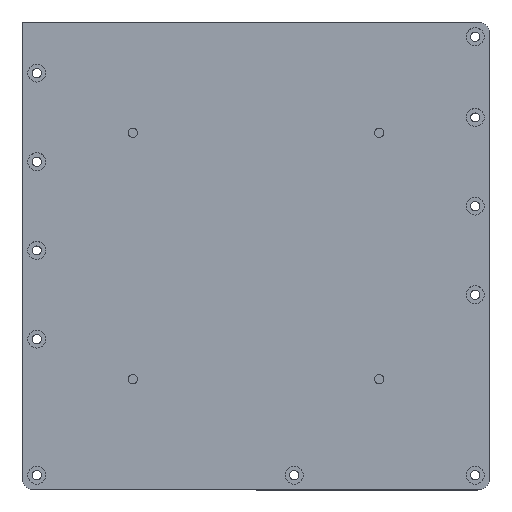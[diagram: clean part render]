
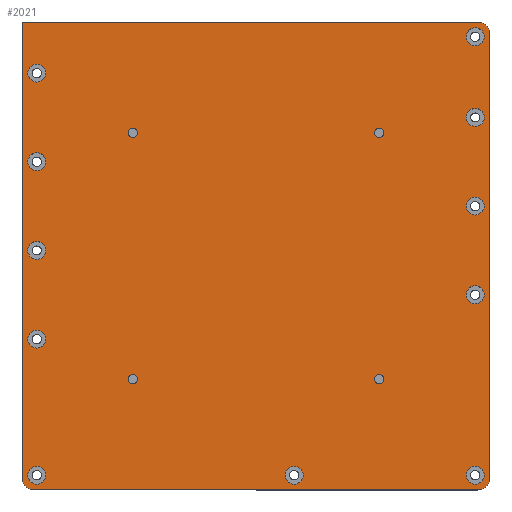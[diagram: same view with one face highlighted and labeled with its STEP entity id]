
A CAD part, top view. The second image highlights one B-rep face of the part: STEP entity #2021.
In plain terms, the highlighted planar face has unit normal (0, 0, 1).
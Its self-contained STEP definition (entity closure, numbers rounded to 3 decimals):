
#52=FACE_BOUND('',#512,.T.);
#53=FACE_BOUND('',#513,.T.);
#54=FACE_BOUND('',#514,.T.);
#55=FACE_BOUND('',#515,.T.);
#56=FACE_BOUND('',#516,.T.);
#57=FACE_BOUND('',#517,.T.);
#58=FACE_BOUND('',#518,.T.);
#59=FACE_BOUND('',#519,.T.);
#60=FACE_BOUND('',#520,.T.);
#61=FACE_BOUND('',#521,.T.);
#62=FACE_BOUND('',#522,.T.);
#63=FACE_BOUND('',#523,.T.);
#64=FACE_BOUND('',#524,.T.);
#65=FACE_BOUND('',#525,.T.);
#66=FACE_BOUND('',#526,.T.);
#141=CIRCLE('',#2170,3.65);
#144=CIRCLE('',#2176,3.65);
#147=CIRCLE('',#2182,3.65);
#150=CIRCLE('',#2188,3.65);
#153=CIRCLE('',#2194,3.65);
#156=CIRCLE('',#2200,3.65);
#159=CIRCLE('',#2206,3.65);
#162=CIRCLE('',#2212,3.65);
#165=CIRCLE('',#2218,3.65);
#168=CIRCLE('',#2224,3.65);
#171=CIRCLE('',#2230,3.65);
#172=CIRCLE('',#2233,1.925);
#174=CIRCLE('',#2237,1.925);
#176=CIRCLE('',#2241,1.925);
#178=CIRCLE('',#2245,1.925);
#180=CIRCLE('',#2249,5.);
#181=CIRCLE('',#2252,5.);
#182=CIRCLE('',#2255,5.);
#359=FACE_OUTER_BOUND('',#511,.T.);
#511=EDGE_LOOP('',(#1820,#1821,#1822,#1823,#1824,#1825,#1826));
#512=EDGE_LOOP('',(#1827));
#513=EDGE_LOOP('',(#1828));
#514=EDGE_LOOP('',(#1829));
#515=EDGE_LOOP('',(#1830));
#516=EDGE_LOOP('',(#1831));
#517=EDGE_LOOP('',(#1832));
#518=EDGE_LOOP('',(#1833));
#519=EDGE_LOOP('',(#1834));
#520=EDGE_LOOP('',(#1835));
#521=EDGE_LOOP('',(#1836));
#522=EDGE_LOOP('',(#1837));
#523=EDGE_LOOP('',(#1838));
#524=EDGE_LOOP('',(#1839));
#525=EDGE_LOOP('',(#1840));
#526=EDGE_LOOP('',(#1841));
#676=LINE('',#3449,#833);
#679=LINE('',#3457,#836);
#682=LINE('',#3465,#839);
#683=LINE('',#3467,#840);
#833=VECTOR('',#2866,10.);
#836=VECTOR('',#2875,10.);
#839=VECTOR('',#2884,10.);
#840=VECTOR('',#2887,10.);
#977=VERTEX_POINT('',#3297);
#980=VERTEX_POINT('',#3308);
#983=VERTEX_POINT('',#3319);
#986=VERTEX_POINT('',#3330);
#989=VERTEX_POINT('',#3341);
#992=VERTEX_POINT('',#3352);
#995=VERTEX_POINT('',#3363);
#998=VERTEX_POINT('',#3374);
#1001=VERTEX_POINT('',#3385);
#1004=VERTEX_POINT('',#3396);
#1007=VERTEX_POINT('',#3407);
#1008=VERTEX_POINT('',#3413);
#1010=VERTEX_POINT('',#3420);
#1012=VERTEX_POINT('',#3427);
#1014=VERTEX_POINT('',#3434);
#1016=VERTEX_POINT('',#3441);
#1017=VERTEX_POINT('',#3443);
#1018=VERTEX_POINT('',#3447);
#1019=VERTEX_POINT('',#3451);
#1020=VERTEX_POINT('',#3455);
#1021=VERTEX_POINT('',#3459);
#1022=VERTEX_POINT('',#3463);
#1217=EDGE_CURVE('',#977,#977,#141,.T.);
#1222=EDGE_CURVE('',#980,#980,#144,.T.);
#1227=EDGE_CURVE('',#983,#983,#147,.T.);
#1232=EDGE_CURVE('',#986,#986,#150,.T.);
#1237=EDGE_CURVE('',#989,#989,#153,.T.);
#1242=EDGE_CURVE('',#992,#992,#156,.T.);
#1247=EDGE_CURVE('',#995,#995,#159,.T.);
#1252=EDGE_CURVE('',#998,#998,#162,.T.);
#1257=EDGE_CURVE('',#1001,#1001,#165,.T.);
#1262=EDGE_CURVE('',#1004,#1004,#168,.T.);
#1267=EDGE_CURVE('',#1007,#1007,#171,.T.);
#1270=EDGE_CURVE('',#1008,#1008,#172,.T.);
#1273=EDGE_CURVE('',#1010,#1010,#174,.T.);
#1276=EDGE_CURVE('',#1012,#1012,#176,.T.);
#1279=EDGE_CURVE('',#1014,#1014,#178,.T.);
#1283=EDGE_CURVE('',#1016,#1017,#180,.T.);
#1286=EDGE_CURVE('',#1018,#1016,#676,.T.);
#1288=EDGE_CURVE('',#1019,#1018,#181,.T.);
#1290=EDGE_CURVE('',#1020,#1019,#679,.T.);
#1292=EDGE_CURVE('',#1021,#1020,#182,.T.);
#1294=EDGE_CURVE('',#1022,#1021,#682,.T.);
#1295=EDGE_CURVE('',#1017,#1022,#683,.T.);
#1820=ORIENTED_EDGE('',*,*,#1295,.F.);
#1821=ORIENTED_EDGE('',*,*,#1283,.F.);
#1822=ORIENTED_EDGE('',*,*,#1286,.F.);
#1823=ORIENTED_EDGE('',*,*,#1288,.F.);
#1824=ORIENTED_EDGE('',*,*,#1290,.F.);
#1825=ORIENTED_EDGE('',*,*,#1292,.F.);
#1826=ORIENTED_EDGE('',*,*,#1294,.F.);
#1827=ORIENTED_EDGE('',*,*,#1217,.T.);
#1828=ORIENTED_EDGE('',*,*,#1222,.T.);
#1829=ORIENTED_EDGE('',*,*,#1227,.T.);
#1830=ORIENTED_EDGE('',*,*,#1232,.T.);
#1831=ORIENTED_EDGE('',*,*,#1237,.T.);
#1832=ORIENTED_EDGE('',*,*,#1242,.T.);
#1833=ORIENTED_EDGE('',*,*,#1247,.T.);
#1834=ORIENTED_EDGE('',*,*,#1252,.T.);
#1835=ORIENTED_EDGE('',*,*,#1257,.T.);
#1836=ORIENTED_EDGE('',*,*,#1262,.T.);
#1837=ORIENTED_EDGE('',*,*,#1267,.T.);
#1838=ORIENTED_EDGE('',*,*,#1270,.F.);
#1839=ORIENTED_EDGE('',*,*,#1273,.F.);
#1840=ORIENTED_EDGE('',*,*,#1276,.F.);
#1841=ORIENTED_EDGE('',*,*,#1279,.F.);
#1902=PLANE('',#2259);
#2021=ADVANCED_FACE('',(#359,#52,#53,#54,#55,#56,#57,#58,#59,#60,#61,#62,
#63,#64,#65,#66),#1902,.T.);
#2170=AXIS2_PLACEMENT_3D('',#3298,#2675,#2676);
#2176=AXIS2_PLACEMENT_3D('',#3309,#2689,#2690);
#2182=AXIS2_PLACEMENT_3D('',#3320,#2703,#2704);
#2188=AXIS2_PLACEMENT_3D('',#3331,#2717,#2718);
#2194=AXIS2_PLACEMENT_3D('',#3342,#2731,#2732);
#2200=AXIS2_PLACEMENT_3D('',#3353,#2745,#2746);
#2206=AXIS2_PLACEMENT_3D('',#3364,#2759,#2760);
#2212=AXIS2_PLACEMENT_3D('',#3375,#2773,#2774);
#2218=AXIS2_PLACEMENT_3D('',#3386,#2787,#2788);
#2224=AXIS2_PLACEMENT_3D('',#3397,#2801,#2802);
#2230=AXIS2_PLACEMENT_3D('',#3408,#2815,#2816);
#2233=AXIS2_PLACEMENT_3D('',#3414,#2823,#2824);
#2237=AXIS2_PLACEMENT_3D('',#3421,#2832,#2833);
#2241=AXIS2_PLACEMENT_3D('',#3428,#2841,#2842);
#2245=AXIS2_PLACEMENT_3D('',#3435,#2850,#2851);
#2249=AXIS2_PLACEMENT_3D('',#3444,#2860,#2861);
#2252=AXIS2_PLACEMENT_3D('',#3453,#2870,#2871);
#2255=AXIS2_PLACEMENT_3D('',#3461,#2879,#2880);
#2259=AXIS2_PLACEMENT_3D('',#3469,#2890,#2891);
#2675=DIRECTION('center_axis',(0.,0.,-1.));
#2676=DIRECTION('ref_axis',(1.,0.,0.));
#2689=DIRECTION('center_axis',(0.,0.,-1.));
#2690=DIRECTION('ref_axis',(1.,0.,0.));
#2703=DIRECTION('center_axis',(0.,0.,-1.));
#2704=DIRECTION('ref_axis',(1.,0.,0.));
#2717=DIRECTION('center_axis',(0.,0.,-1.));
#2718=DIRECTION('ref_axis',(1.,0.,0.));
#2731=DIRECTION('center_axis',(0.,0.,-1.));
#2732=DIRECTION('ref_axis',(1.,0.,0.));
#2745=DIRECTION('center_axis',(0.,0.,-1.));
#2746=DIRECTION('ref_axis',(1.,0.,0.));
#2759=DIRECTION('center_axis',(0.,0.,-1.));
#2760=DIRECTION('ref_axis',(1.,0.,0.));
#2773=DIRECTION('center_axis',(0.,0.,-1.));
#2774=DIRECTION('ref_axis',(1.,0.,0.));
#2787=DIRECTION('center_axis',(0.,0.,-1.));
#2788=DIRECTION('ref_axis',(1.,0.,0.));
#2801=DIRECTION('center_axis',(0.,0.,-1.));
#2802=DIRECTION('ref_axis',(1.,0.,0.));
#2815=DIRECTION('center_axis',(0.,0.,-1.));
#2816=DIRECTION('ref_axis',(1.,0.,0.));
#2823=DIRECTION('center_axis',(0.,0.,1.));
#2824=DIRECTION('ref_axis',(-1.,0.,0.));
#2832=DIRECTION('center_axis',(0.,0.,1.));
#2833=DIRECTION('ref_axis',(-1.,0.,0.));
#2841=DIRECTION('center_axis',(0.,0.,1.));
#2842=DIRECTION('ref_axis',(-1.,0.,0.));
#2850=DIRECTION('center_axis',(0.,0.,1.));
#2851=DIRECTION('ref_axis',(-1.,0.,0.));
#2860=DIRECTION('center_axis',(0.,0.,-1.));
#2861=DIRECTION('ref_axis',(-1.,0.,0.));
#2866=DIRECTION('',(-1.,0.,0.));
#2870=DIRECTION('center_axis',(0.,0.,-1.));
#2871=DIRECTION('ref_axis',(0.,-1.,0.));
#2875=DIRECTION('',(0.,-1.,0.));
#2879=DIRECTION('center_axis',(0.,0.,-1.));
#2880=DIRECTION('ref_axis',(1.,0.,0.));
#2884=DIRECTION('',(1.,0.,0.));
#2887=DIRECTION('',(0.,1.,0.));
#2890=DIRECTION('center_axis',(0.,0.,1.));
#2891=DIRECTION('ref_axis',(1.,0.,0.));
#3297=CARTESIAN_POINT('',(196.85,190.75,6.));
#3298=CARTESIAN_POINT('Origin',(200.5,190.75,6.));
#3308=CARTESIAN_POINT('',(196.85,122.,6.));
#3309=CARTESIAN_POINT('Origin',(200.5,122.,6.));
#3319=CARTESIAN_POINT('',(123.35,12.75,6.));
#3320=CARTESIAN_POINT('Origin',(127.,12.75,6.));
#3330=CARTESIAN_POINT('',(18.85,140.,6.));
#3331=CARTESIAN_POINT('Origin',(22.5,140.,6.));
#3341=CARTESIAN_POINT('',(18.85,68.,6.));
#3342=CARTESIAN_POINT('Origin',(22.5,68.,6.));
#3352=CARTESIAN_POINT('',(18.85,12.75,6.));
#3353=CARTESIAN_POINT('Origin',(22.5,12.75,6.));
#3363=CARTESIAN_POINT('',(18.85,104.,6.));
#3364=CARTESIAN_POINT('Origin',(22.5,104.,6.));
#3374=CARTESIAN_POINT('',(18.85,176.,6.));
#3375=CARTESIAN_POINT('Origin',(22.5,176.,6.));
#3385=CARTESIAN_POINT('',(196.85,86.,6.));
#3386=CARTESIAN_POINT('Origin',(200.5,86.,6.));
#3396=CARTESIAN_POINT('',(196.85,158.,6.));
#3397=CARTESIAN_POINT('Origin',(200.5,158.,6.));
#3407=CARTESIAN_POINT('',(196.85,12.75,6.));
#3408=CARTESIAN_POINT('Origin',(200.5,12.75,6.));
#3413=CARTESIAN_POINT('',(63.425,51.75,6.));
#3414=CARTESIAN_POINT('Origin',(61.5,51.75,6.));
#3420=CARTESIAN_POINT('',(163.425,51.75,6.));
#3421=CARTESIAN_POINT('Origin',(161.5,51.75,6.));
#3427=CARTESIAN_POINT('',(163.425,151.75,6.));
#3428=CARTESIAN_POINT('Origin',(161.5,151.75,6.));
#3434=CARTESIAN_POINT('',(63.425,151.75,6.));
#3435=CARTESIAN_POINT('Origin',(61.5,151.75,6.));
#3441=CARTESIAN_POINT('',(21.5,6.75,6.));
#3443=CARTESIAN_POINT('',(16.5,11.75,6.));
#3444=CARTESIAN_POINT('Origin',(21.5,11.75,6.));
#3447=CARTESIAN_POINT('',(201.5,6.75,6.));
#3449=CARTESIAN_POINT('',(21.5,6.75,6.));
#3451=CARTESIAN_POINT('',(206.5,11.75,6.));
#3453=CARTESIAN_POINT('Origin',(201.5,11.75,6.));
#3455=CARTESIAN_POINT('',(206.5,191.75,6.));
#3457=CARTESIAN_POINT('',(206.5,11.75,6.));
#3459=CARTESIAN_POINT('',(201.5,196.75,6.));
#3461=CARTESIAN_POINT('Origin',(201.5,191.75,6.));
#3463=CARTESIAN_POINT('',(16.5,196.75,6.));
#3465=CARTESIAN_POINT('',(201.5,196.75,6.));
#3467=CARTESIAN_POINT('',(16.5,196.75,6.));
#3469=CARTESIAN_POINT('Origin',(111.5,101.75,6.));
